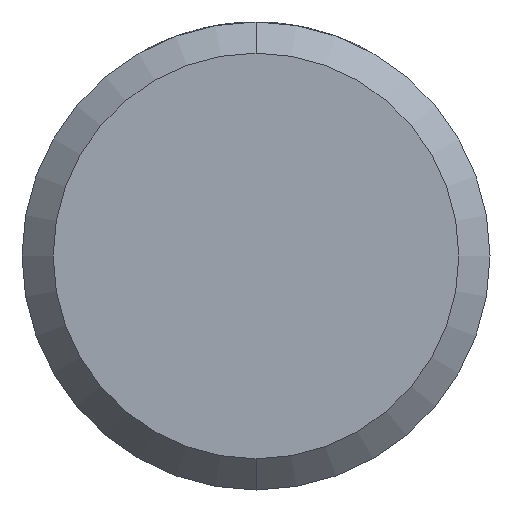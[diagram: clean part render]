
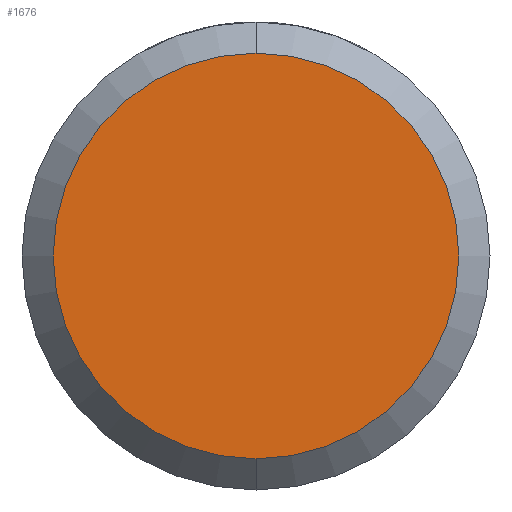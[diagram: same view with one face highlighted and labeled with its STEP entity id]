
A CAD part, front view. The second image highlights one B-rep face of the part: STEP entity #1676.
In plain terms, the highlighted planar face has unit normal (0, -1, 0).
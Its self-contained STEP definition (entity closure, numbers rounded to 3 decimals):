
#147 = DIRECTION ( 'NONE',  ( 0., 0., 1. ) ) ;
#210 = CIRCLE ( 'NONE', #3190, 1.3 ) ;
#328 = EDGE_LOOP ( 'NONE', ( #1618, #1564 ) ) ;
#677 = DIRECTION ( 'NONE',  ( 0., 1., 0. ) ) ;
#873 = CARTESIAN_POINT ( 'NONE',  ( 0., -40., 1.3 ) ) ;
#1466 = CARTESIAN_POINT ( 'NONE',  ( 1.5, -40., 0. ) ) ;
#1494 = DIRECTION ( 'NONE',  ( 0., 0., 1. ) ) ;
#1564 = ORIENTED_EDGE ( 'NONE', *, *, #3421, .T. ) ;
#1618 = ORIENTED_EDGE ( 'NONE', *, *, #2197, .T. ) ;
#1676 = ADVANCED_FACE ( 'Defeature ausgef�hrt2_1', ( #2212 ), #2344, .F. ) ;
#1822 = DIRECTION ( 'NONE',  ( 0., -1., 0. ) ) ;
#2106 = CARTESIAN_POINT ( 'NONE',  ( 0., -40., 0. ) ) ;
#2197 = EDGE_CURVE ( 'Defeature ausgef�hrt2_1+Defeature ausgef�hrt2_0+Defeature ausgef�hrt2_0+Defeature ausgef�hrt2_0', #2769, #2577, #2437, .T. ) ;
#2212 = FACE_OUTER_BOUND ( 'NONE', #328, .T. ) ;
#2344 = PLANE ( 'NONE',  #2576 ) ;
#2398 = CARTESIAN_POINT ( 'NONE',  ( 0., -40., -1.3 ) ) ;
#2437 = CIRCLE ( 'NONE', #2982, 1.3 ) ;
#2513 = CARTESIAN_POINT ( 'NONE',  ( 0., -40., 0. ) ) ;
#2576 = AXIS2_PLACEMENT_3D ( 'NONE', #1466, #677, #1494 ) ;
#2577 = VERTEX_POINT ( 'NONE', #2398 ) ;
#2769 = VERTEX_POINT ( 'NONE', #873 ) ;
#2792 = DIRECTION ( 'NONE',  ( 0., -1., 0. ) ) ;
#2982 = AXIS2_PLACEMENT_3D ( 'NONE', #2513, #2792, #3053 ) ;
#3053 = DIRECTION ( 'NONE',  ( 0., 0., 1. ) ) ;
#3190 = AXIS2_PLACEMENT_3D ( 'NONE', #2106, #1822, #147 ) ;
#3421 = EDGE_CURVE ( 'Defeature ausgef�hrt2_1+Defeature ausgef�hrt2_0+Defeature ausgef�hrt2_0+Defeature ausgef�hrt2_0', #2577, #2769, #210, .T. ) ;
